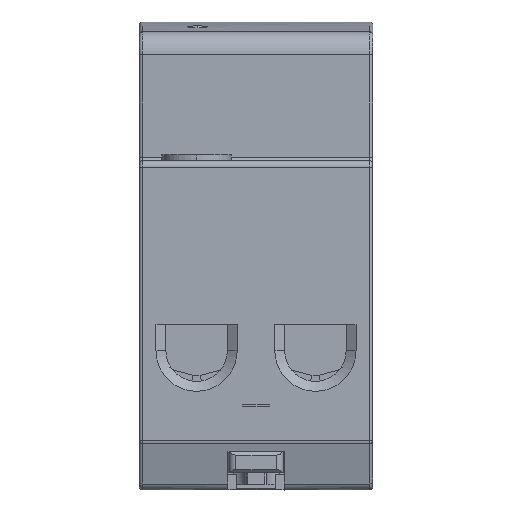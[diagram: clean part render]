
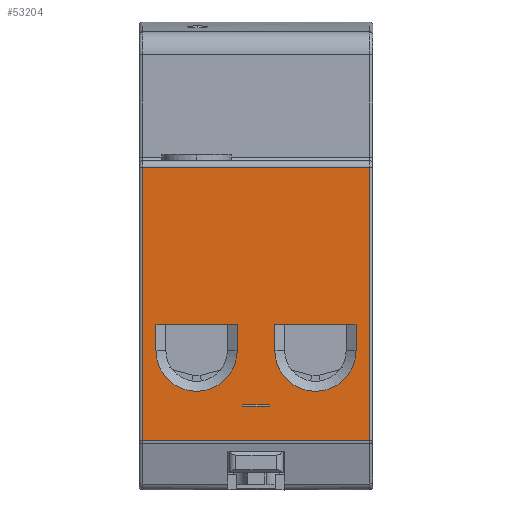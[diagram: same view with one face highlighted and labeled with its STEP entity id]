
A CAD part, left-side view. The second image highlights one B-rep face of the part: STEP entity #53204.
In plain terms, the highlighted planar face has unit normal (-1, 0, 0).
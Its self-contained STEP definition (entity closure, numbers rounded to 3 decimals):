
#7398=DIRECTION('',(0.,0.,-1.));
#7399=VECTOR('',#7398,41.39);
#7400=CARTESIAN_POINT('',(-45.2,-18.2,43.1));
#7401=LINE('',#7400,#7399);
#8850=DIRECTION('',(0.,-1.,0.));
#8851=VECTOR('',#8850,34.4);
#8852=CARTESIAN_POINT('',(-45.2,-18.2,1.71));
#8853=LINE('',#8852,#8851);
#8858=DIRECTION('',(0.,-1.,0.));
#8859=VECTOR('',#8858,4.);
#8860=CARTESIAN_POINT('',(-45.2,-33.4,6.9));
#8861=LINE('',#8860,#8859);
#8862=DIRECTION('',(0.,0.,1.));
#8863=VECTOR('',#8862,0.2);
#8864=CARTESIAN_POINT('',(-45.2,-37.4,6.9));
#8865=LINE('',#8864,#8863);
#8866=DIRECTION('',(0.,1.,0.));
#8867=VECTOR('',#8866,12.3);
#8868=CARTESIAN_POINT('',(-45.2,-32.55,19.25));
#8869=LINE('',#8868,#8867);
#8870=DIRECTION('',(0.,0.,-1.));
#8871=VECTOR('',#8870,3.95);
#8872=CARTESIAN_POINT('',(-45.2,-20.25,19.25));
#8873=LINE('',#8872,#8871);
#8874=CARTESIAN_POINT('',(-45.2,-26.4,15.3));
#8875=DIRECTION('',(-1.,0.,0.));
#8876=DIRECTION('',(0.,1.,0.));
#8877=AXIS2_PLACEMENT_3D('',#8874,#8875,#8876);
#8879=CARTESIAN_POINT('',(-45.2,-26.4,15.3));
#8880=DIRECTION('',(-1.,0.,0.));
#8881=DIRECTION('',(0.,0.,-1.));
#8882=AXIS2_PLACEMENT_3D('',#8879,#8880,#8881);
#8884=DIRECTION('',(0.,0.,1.));
#8885=VECTOR('',#8884,3.95);
#8886=CARTESIAN_POINT('',(-45.2,-32.55,
15.3));
#8887=LINE('',#8886,#8885);
#8888=DIRECTION('',(0.,1.,0.));
#8889=VECTOR('',#8888,12.3);
#8890=CARTESIAN_POINT('',(-45.2,-50.55,19.25));
#8891=LINE('',#8890,#8889);
#8892=DIRECTION('',(0.,0.,-1.));
#8893=VECTOR('',#8892,3.95);
#8894=CARTESIAN_POINT('',(-45.2,-38.25,19.25));
#8895=LINE('',#8894,#8893);
#8896=CARTESIAN_POINT('',(-45.2,-44.4,15.3));
#8897=DIRECTION('',(-1.,0.,0.));
#8898=DIRECTION('',(0.,1.,0.));
#8899=AXIS2_PLACEMENT_3D('',#8896,#8897,#8898);
#8901=CARTESIAN_POINT('',(-45.2,-44.4,15.3));
#8902=DIRECTION('',(-1.,0.,0.));
#8903=DIRECTION('',(0.,0.,-1.));
#8904=AXIS2_PLACEMENT_3D('',#8901,#8902,#8903);
#8906=DIRECTION('',(0.,0.,1.));
#8907=VECTOR('',#8906,3.95);
#8908=CARTESIAN_POINT('',(-45.2,-50.55,
15.3));
#8909=LINE('',#8908,#8907);
#8914=DIRECTION('',(0.,0.,1.));
#8915=VECTOR('',#8914,41.39);
#8916=CARTESIAN_POINT('',(-45.2,-52.6,1.71));
#8917=LINE('',#8916,#8915);
#9604=DIRECTION('',(0.,1.,0.));
#9605=VECTOR('',#9604,34.4);
#9606=CARTESIAN_POINT('',(-45.2,-52.6,43.1));
#9607=LINE('',#9606,#9605);
#24213=DIRECTION('',(0.,-1.,0.));
#24214=VECTOR('',#24213,4.);
#24215=CARTESIAN_POINT('',(-45.2,-33.4,7.1));
#24216=LINE('',#24215,#24214);
#24233=DIRECTION('',(0.,0.,1.));
#24234=VECTOR('',#24233,0.2);
#24235=CARTESIAN_POINT('',(-45.2,-33.4,6.9));
#24236=LINE('',#24235,#24234);
#33325=CARTESIAN_POINT('',(-45.2,-18.2,1.71));
#33326=VERTEX_POINT('',#33325);
#33327=CARTESIAN_POINT('',(-45.2,-18.2,43.1));
#33328=VERTEX_POINT('',#33327);
#33655=CARTESIAN_POINT('',(-45.2,-52.6,1.71));
#33656=VERTEX_POINT('',#33655);
#33657=CARTESIAN_POINT('',(-45.2,-52.6,43.1));
#33658=VERTEX_POINT('',#33657);
#33659=CARTESIAN_POINT('',(-45.2,-33.4,6.9));
#33660=CARTESIAN_POINT('',(-45.2,-33.4,7.1));
#33661=VERTEX_POINT('',#33659);
#33662=VERTEX_POINT('',#33660);
#33663=CARTESIAN_POINT('',(-45.2,-37.4,6.9));
#33664=VERTEX_POINT('',#33663);
#33665=CARTESIAN_POINT('',(-45.2,-37.4,7.1));
#33666=VERTEX_POINT('',#33665);
#33667=CARTESIAN_POINT('',(-45.2,-32.55,19.25));
#33668=CARTESIAN_POINT('',(-45.2,-20.25,19.25));
#33669=VERTEX_POINT('',#33667);
#33670=VERTEX_POINT('',#33668);
#33671=CARTESIAN_POINT('',(-45.2,-20.25,
15.3));
#33672=VERTEX_POINT('',#33671);
#33673=CARTESIAN_POINT('',(-45.2,-26.4,9.15));
#33674=VERTEX_POINT('',#33673);
#33675=CARTESIAN_POINT('',(-45.2,-32.55,15.3));
#33676=VERTEX_POINT('',#33675);
#33677=CARTESIAN_POINT('',(-45.2,-50.55,19.25));
#33678=CARTESIAN_POINT('',(-45.2,-38.25,19.25));
#33679=VERTEX_POINT('',#33677);
#33680=VERTEX_POINT('',#33678);
#33681=CARTESIAN_POINT('',(-45.2,-38.25,
15.3));
#33682=VERTEX_POINT('',#33681);
#33683=CARTESIAN_POINT('',(-45.2,-44.4,9.15));
#33684=VERTEX_POINT('',#33683);
#33685=CARTESIAN_POINT('',(-45.2,-50.55,15.3));
#33686=VERTEX_POINT('',#33685);
#53157=CARTESIAN_POINT('',(-45.2,-53.1,5.6));
#53158=DIRECTION('',(1.,0.,0.));
#53159=DIRECTION('',(0.,0.,-1.));
#53160=AXIS2_PLACEMENT_3D('',#53157,#53158,#53159);
#53161=PLANE('',#53160);
#53163=ORIENTED_EDGE('',*,*,#53162,.F.);
#53164=ORIENTED_EDGE('',*,*,#53148,.F.);
#53165=ORIENTED_EDGE('',*,*,#50863,.F.);
#53167=ORIENTED_EDGE('',*,*,#53166,.F.);
#53168=EDGE_LOOP('',(#53163,#53164,#53165,#53167));
#53169=FACE_OUTER_BOUND('',#53168,.F.);
#53171=ORIENTED_EDGE('',*,*,#53170,.F.);
#53173=ORIENTED_EDGE('',*,*,#53172,.T.);
#53175=ORIENTED_EDGE('',*,*,#53174,.T.);
#53177=ORIENTED_EDGE('',*,*,#53176,.F.);
#53178=EDGE_LOOP('',(#53171,#53173,#53175,#53177));
#53179=FACE_BOUND('',#53178,.F.);
#53181=ORIENTED_EDGE('',*,*,#53180,.T.);
#53183=ORIENTED_EDGE('',*,*,#53182,.T.);
#53185=ORIENTED_EDGE('',*,*,#53184,.T.);
#53187=ORIENTED_EDGE('',*,*,#53186,.T.);
#53189=ORIENTED_EDGE('',*,*,#53188,.T.);
#53190=EDGE_LOOP('',(#53181,#53183,#53185,#53187,#53189));
#53191=FACE_BOUND('',#53190,.F.);
#53193=ORIENTED_EDGE('',*,*,#53192,.T.);
#53195=ORIENTED_EDGE('',*,*,#53194,.T.);
#53197=ORIENTED_EDGE('',*,*,#53196,.T.);
#53199=ORIENTED_EDGE('',*,*,#53198,.T.);
#53201=ORIENTED_EDGE('',*,*,#53200,.T.);
#53202=EDGE_LOOP('',(#53193,#53195,#53197,#53199,#53201));
#53203=FACE_BOUND('',#53202,.F.);
#53204=ADVANCED_FACE('',(#53169,#53179,#53191,#53203),#53161,.F.);
#8878=CIRCLE('',#8877,6.15);
#8883=CIRCLE('',#8882,6.15);
#8900=CIRCLE('',#8899,6.15);
#8905=CIRCLE('',#8904,6.15);
#50863=EDGE_CURVE('',#33328,#33326,#7401,.T.);
#53148=EDGE_CURVE('',#33326,#33656,#8853,.T.);
#53162=EDGE_CURVE('',#33656,#33658,#8917,.T.);
#53166=EDGE_CURVE('',#33658,#33328,#9607,.T.);
#53170=EDGE_CURVE('',#33661,#33662,#24236,.T.);
#53172=EDGE_CURVE('',#33661,#33664,#8861,.T.);
#53174=EDGE_CURVE('',#33664,#33666,#8865,.T.);
#53176=EDGE_CURVE('',#33662,#33666,#24216,.T.);
#53180=EDGE_CURVE('',#33669,#33670,#8869,.T.);
#53182=EDGE_CURVE('',#33670,#33672,#8873,.T.);
#53184=EDGE_CURVE('',#33672,#33674,#8878,.T.);
#53186=EDGE_CURVE('',#33674,#33676,#8883,.T.);
#53188=EDGE_CURVE('',#33676,#33669,#8887,.T.);
#53192=EDGE_CURVE('',#33679,#33680,#8891,.T.);
#53194=EDGE_CURVE('',#33680,#33682,#8895,.T.);
#53196=EDGE_CURVE('',#33682,#33684,#8900,.T.);
#53198=EDGE_CURVE('',#33684,#33686,#8905,.T.);
#53200=EDGE_CURVE('',#33686,#33679,#8909,.T.);
